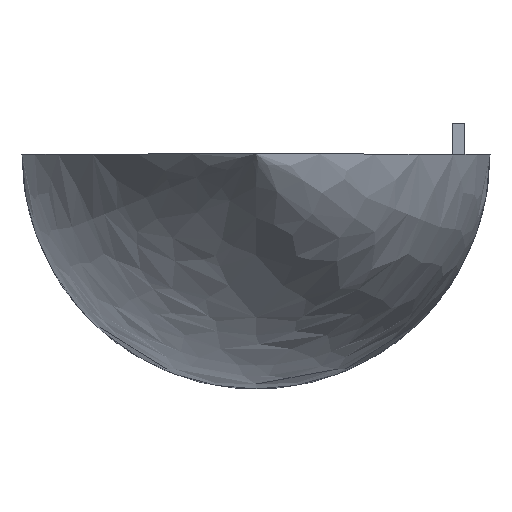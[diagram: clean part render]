
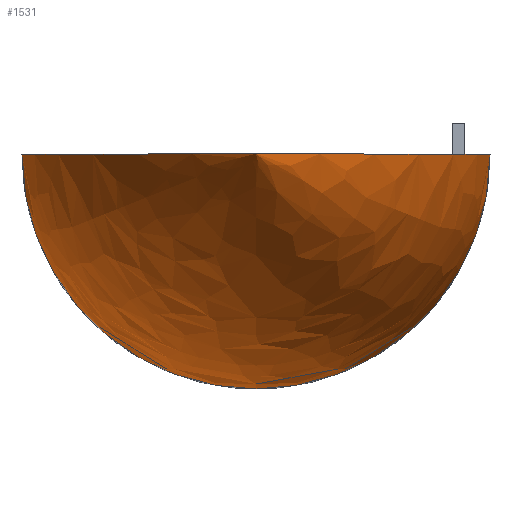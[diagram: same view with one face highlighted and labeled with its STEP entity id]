
A CAD part, top view. The second image highlights one B-rep face of the part: STEP entity #1531.
In plain terms, the highlighted free-form (B-spline) face has degree [2, 2] with [3, 5] control points.
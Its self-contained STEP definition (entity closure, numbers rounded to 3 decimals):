
#50=(
BOUNDED_SURFACE()
B_SPLINE_SURFACE(2,2,((#2936,#2937,#2938,#2939,#2940),(#2941,#2942,#2943,
#2944,#2945),(#2946,#2947,#2948,#2949,#2950)),.UNSPECIFIED.,.F.,.F.,.F.)
B_SPLINE_SURFACE_WITH_KNOTS((3,3),(3,2,3),(0.069,0.72),
(0.,1.571,3.142),.UNSPECIFIED.)
GEOMETRIC_REPRESENTATION_ITEM()
RATIONAL_B_SPLINE_SURFACE(((1.,0.707,1.,0.707,1.),
(0.947,0.67,0.947,0.67,
0.947),(1.,0.707,1.,0.707,1.)))
REPRESENTATION_ITEM('')
SURFACE()
);
#158=FACE_OUTER_BOUND('',#249,.T.);
#249=EDGE_LOOP('',(#1361,#1362,#1363));
#261=CIRCLE('',#1551,150.51);
#262=CIRCLE('',#1552,150.51);
#297=CIRCLE('',#1652,37.009);
#633=VERTEX_POINT('',#2319);
#634=VERTEX_POINT('',#2321);
#635=VERTEX_POINT('',#2323);
#781=EDGE_CURVE('',#634,#633,#261,.T.);
#782=EDGE_CURVE('',#635,#634,#262,.T.);
#957=EDGE_CURVE('',#633,#635,#297,.T.);
#1361=ORIENTED_EDGE('',*,*,#781,.T.);
#1362=ORIENTED_EDGE('',*,*,#957,.T.);
#1363=ORIENTED_EDGE('',*,*,#782,.T.);
#1531=ADVANCED_FACE('',(#158),#50,.F.);
#1551=AXIS2_PLACEMENT_3D('',#2322,#1716,#1717);
#1552=AXIS2_PLACEMENT_3D('',#2324,#1718,#1719);
#1652=AXIS2_PLACEMENT_3D('',#2951,#2032,#2033);
#1716=DIRECTION('center_axis',(0.,-1.,0.));
#1717=DIRECTION('ref_axis',(-1.,0.,0.));
#1718=DIRECTION('center_axis',(0.,-1.,0.));
#1719=DIRECTION('ref_axis',(1.,0.,0.));
#2032=DIRECTION('center_axis',(0.,0.,
1.));
#2033=DIRECTION('ref_axis',(-1.,0.,0.));
#2319=CARTESIAN_POINT('',(-37.026,-52.,35.62));
#2321=CARTESIAN_POINT('',(-0.018,-52.,124.543));
#2322=CARTESIAN_POINT('Origin',(113.129,-52.,25.29));
#2323=CARTESIAN_POINT('',(36.991,-52.,35.62));
#2324=CARTESIAN_POINT('Origin',(-113.165,-52.,25.29));
#2936=CARTESIAN_POINT('Ctrl Pts',(-37.026,-52.,35.62));
#2937=CARTESIAN_POINT('Ctrl Pts',(-37.026,-89.008,35.62));
#2938=CARTESIAN_POINT('Ctrl Pts',(-0.018,-89.008,
35.62));
#2939=CARTESIAN_POINT('Ctrl Pts',(36.991,-89.008,35.62));
#2940=CARTESIAN_POINT('Ctrl Pts',(36.991,-52.,35.62));
#2941=CARTESIAN_POINT('Ctrl Pts',(-33.538,-52.,86.331));
#2942=CARTESIAN_POINT('Ctrl Pts',(-33.538,-85.52,86.331));
#2943=CARTESIAN_POINT('Ctrl Pts',(-0.018,-85.52,
86.331));
#2944=CARTESIAN_POINT('Ctrl Pts',(33.502,-85.52,86.331));
#2945=CARTESIAN_POINT('Ctrl Pts',(33.502,-52.,86.331));
#2946=CARTESIAN_POINT('Ctrl Pts',(-0.018,-52.,
124.543));
#2947=CARTESIAN_POINT('Ctrl Pts',(-0.018,-52.,
124.543));
#2948=CARTESIAN_POINT('Ctrl Pts',(-0.018,-52.,
124.543));
#2949=CARTESIAN_POINT('Ctrl Pts',(-0.018,-52.,
124.543));
#2950=CARTESIAN_POINT('Ctrl Pts',(-0.018,-52.,
124.543));
#2951=CARTESIAN_POINT('Origin',(-0.018,-52.,35.62));
